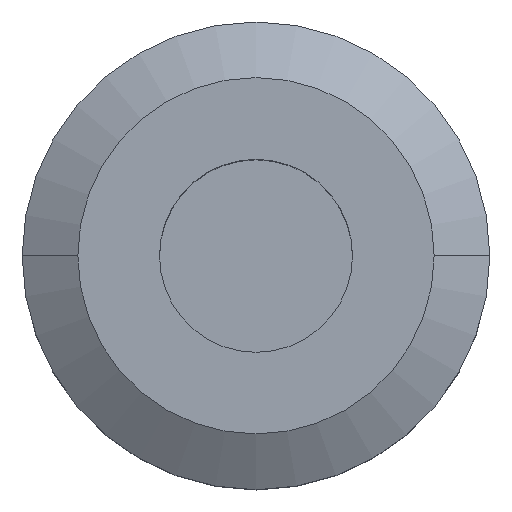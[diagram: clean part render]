
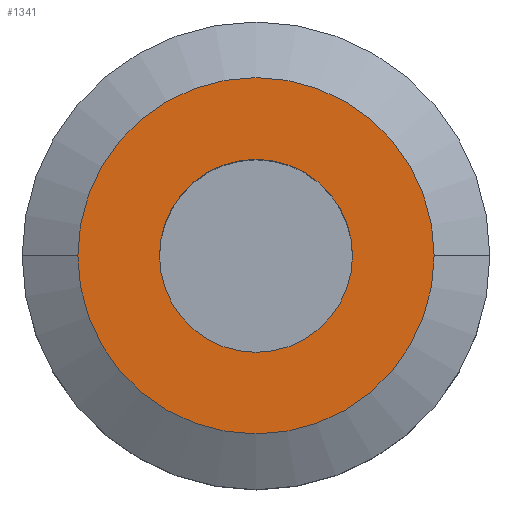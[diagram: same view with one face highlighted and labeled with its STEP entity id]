
A CAD part, top view. The second image highlights one B-rep face of the part: STEP entity #1341.
In plain terms, the highlighted planar face has unit normal (0, 0, 1).
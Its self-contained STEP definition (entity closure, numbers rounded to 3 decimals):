
#16 = AXIS2_PLACEMENT_3D ( 'NONE', #738, #824, #1863 ) ;
#26 = EDGE_CURVE ( 'NONE', #842, #238, #1445, .T. ) ;
#28 = ORIENTED_EDGE ( 'NONE', *, *, #131, .F. ) ;
#131 = EDGE_CURVE ( 'NONE', #238, #842, #903, .T. ) ;
#161 = AXIS2_PLACEMENT_3D ( 'NONE', #522, #383, #674 ) ;
#235 = VERTEX_POINT ( 'NONE', #507 ) ;
#238 = VERTEX_POINT ( 'NONE', #1742 ) ;
#325 = CIRCLE ( 'NONE', #161, 13. ) ;
#383 = DIRECTION ( 'NONE',  ( 0., 0., -1. ) ) ;
#387 = DIRECTION ( 'NONE',  ( 0., 0., -1. ) ) ;
#507 = CARTESIAN_POINT ( 'NONE',  ( 13., 0., 80. ) ) ;
#522 = CARTESIAN_POINT ( 'NONE',  ( 0., 0., 80. ) ) ;
#554 = FACE_OUTER_BOUND ( 'NONE', #1592, .T. ) ;
#564 = CARTESIAN_POINT ( 'NONE',  ( -13., 0., 80. ) ) ;
#587 = DIRECTION ( 'NONE',  ( 0., 0., 1. ) ) ;
#604 = PLANE ( 'NONE',  #865 ) ;
#674 = DIRECTION ( 'NONE',  ( -1., 0., 0. ) ) ;
#676 = EDGE_LOOP ( 'NONE', ( #1597, #805 ) ) ;
#694 = CARTESIAN_POINT ( 'NONE',  ( 0., 24., 80. ) ) ;
#706 = DIRECTION ( 'NONE',  ( 1., 0., 0. ) ) ;
#738 = CARTESIAN_POINT ( 'NONE',  ( 0., 0., 80. ) ) ;
#805 = ORIENTED_EDGE ( 'NONE', *, *, #811, .T. ) ;
#811 = EDGE_CURVE ( 'NONE', #235, #1320, #325, .T. ) ;
#824 = DIRECTION ( 'NONE',  ( 0., 0., -1. ) ) ;
#842 = VERTEX_POINT ( 'NONE', #1127 ) ;
#854 = DIRECTION ( 'NONE',  ( -1., 0., 0. ) ) ;
#865 = AXIS2_PLACEMENT_3D ( 'NONE', #694, #587, #706 ) ;
#903 = CIRCLE ( 'NONE', #16, 24. ) ;
#1107 = EDGE_CURVE ( 'NONE', #1320, #235, #1358, .T. ) ;
#1127 = CARTESIAN_POINT ( 'NONE',  ( 24., 0., 80. ) ) ;
#1193 = CARTESIAN_POINT ( 'NONE',  ( 0., 0., 80. ) ) ;
#1320 = VERTEX_POINT ( 'NONE', #564 ) ;
#1337 = DIRECTION ( 'NONE',  ( 0., 0., -1. ) ) ;
#1341 = ADVANCED_FACE ( 'NONE', ( #1788, #554 ), #604, .T. ) ;
#1342 = AXIS2_PLACEMENT_3D ( 'NONE', #1789, #387, #854 ) ;
#1344 = DIRECTION ( 'NONE',  ( -1., 0., 0. ) ) ;
#1358 = CIRCLE ( 'NONE', #1686, 13. ) ;
#1445 = CIRCLE ( 'NONE', #1342, 24. ) ;
#1559 = ORIENTED_EDGE ( 'NONE', *, *, #26, .F. ) ;
#1592 = EDGE_LOOP ( 'NONE', ( #28, #1559 ) ) ;
#1597 = ORIENTED_EDGE ( 'NONE', *, *, #1107, .T. ) ;
#1686 = AXIS2_PLACEMENT_3D ( 'NONE', #1193, #1337, #1344 ) ;
#1742 = CARTESIAN_POINT ( 'NONE',  ( -24., 0., 80. ) ) ;
#1788 = FACE_BOUND ( 'NONE', #676, .T. ) ;
#1789 = CARTESIAN_POINT ( 'NONE',  ( 0., 0., 80. ) ) ;
#1863 = DIRECTION ( 'NONE',  ( -1., 0., 0. ) ) ;
